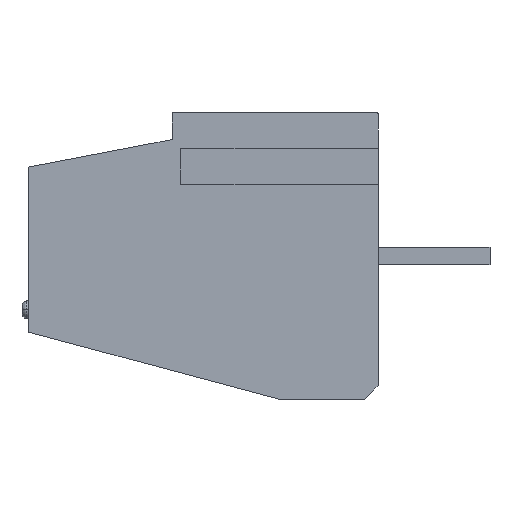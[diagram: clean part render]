
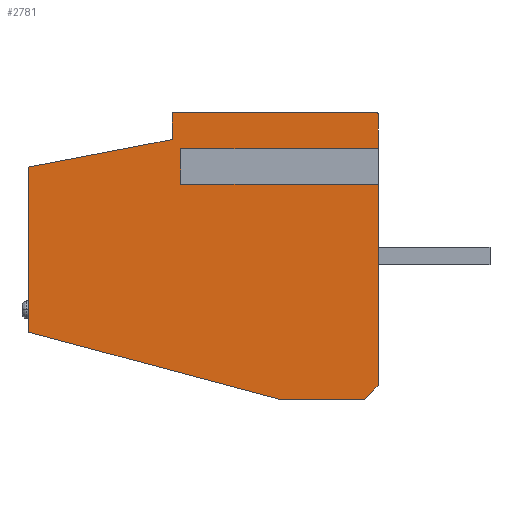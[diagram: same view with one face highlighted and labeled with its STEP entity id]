
A CAD part, left-side view. The second image highlights one B-rep face of the part: STEP entity #2781.
In plain terms, the highlighted planar face has unit normal (-1, 0, 0).
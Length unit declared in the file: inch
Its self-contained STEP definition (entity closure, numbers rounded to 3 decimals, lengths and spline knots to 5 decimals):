
#1=DIRECTION('',(0.,1.,0.));
#2=VECTOR('',#1,0.22);
#3=CARTESIAN_POINT('',(-0.4,0.,0.28));
#4=LINE('',#3,#2);
#5=DIRECTION('',(0.,0.,-1.));
#6=VECTOR('',#5,0.04);
#7=CARTESIAN_POINT('',(-0.4,0.22,0.28));
#8=LINE('',#7,#6);
#9=DIRECTION('',(0.,1.,0.));
#10=VECTOR('',#9,0.22);
#11=CARTESIAN_POINT('',(-0.4,0.,0.24));
#12=LINE('',#11,#10);
#13=DIRECTION('',(0.,0.,-1.));
#14=VECTOR('',#13,0.225);
#15=CARTESIAN_POINT('',(-0.4,0.,0.24));
#16=LINE('',#15,#14);
#17=DIRECTION('',(0.,-0.707,0.707));
#18=VECTOR('',#17,0.02121);
#19=CARTESIAN_POINT('',(-0.4,0.015,0.));
#20=LINE('',#19,#18);
#21=DIRECTION('',(0.,1.,0.));
#22=VECTOR('',#21,0.095);
#23=CARTESIAN_POINT('',(-0.4,0.015,0.));
#24=LINE('',#23,#22);
#25=DIRECTION('',(0.,0.966,0.259));
#26=VECTOR('',#25,0.28987);
#27=CARTESIAN_POINT('',(-0.4,0.11,0.));
#28=LINE('',#27,#26);
#29=DIRECTION('',(0.,0.,1.));
#30=VECTOR('',#29,0.18423);
#31=CARTESIAN_POINT('',(-0.4,0.39,0.075));
#32=LINE('',#31,#30);
#33=DIRECTION('',(0.,0.,1.));
#34=VECTOR('',#33,0.03);
#35=CARTESIAN_POINT('',(-0.4,0.23,0.29));
#36=LINE('',#35,#34);
#37=DIRECTION('',(0.,-1.,0.));
#38=VECTOR('',#37,0.229);
#39=CARTESIAN_POINT('',(-0.4,0.23,0.32));
#40=LINE('',#39,#38);
#41=CARTESIAN_POINT('',(-0.4,0.001,0.319));
#42=DIRECTION('',(-1.,0.,0.));
#43=DIRECTION('',(0.,-1.,0.));
#44=AXIS2_PLACEMENT_3D('',#41,#42,#43);
#46=DIRECTION('',(0.,0.,-1.));
#47=VECTOR('',#46,0.039);
#48=CARTESIAN_POINT('',(-0.4,0.,0.319));
#49=LINE('',#48,#47);
#1754=DIRECTION('',(0.,0.982,-0.189));
#1755=VECTOR('',#1754,0.16293);
#1756=CARTESIAN_POINT('',(-0.4,0.23,0.29));
#1757=LINE('',#1756,#1755);
#2190=CARTESIAN_POINT('',(-0.4,0.11,0.));
#2191=CARTESIAN_POINT('',(-0.4,0.39,0.075));
#2192=VERTEX_POINT('',#2190);
#2193=VERTEX_POINT('',#2191);
#2198=CARTESIAN_POINT('',(-0.4,0.23,0.29));
#2199=CARTESIAN_POINT('',(-0.4,0.23,0.32));
#2200=VERTEX_POINT('',#2198);
#2201=VERTEX_POINT('',#2199);
#2330=CARTESIAN_POINT('',(-0.4,0.015,0.));
#2331=CARTESIAN_POINT('',(-0.4,0.,0.015));
#2332=VERTEX_POINT('',#2330);
#2333=VERTEX_POINT('',#2331);
#2336=CARTESIAN_POINT('',(-0.4,0.,0.319));
#2337=CARTESIAN_POINT('',(-0.4,0.001,0.32));
#2338=VERTEX_POINT('',#2336);
#2339=VERTEX_POINT('',#2337);
#2364=CARTESIAN_POINT('',(-0.4,0.39,0.25923));
#2366=VERTEX_POINT('',#2364);
#2378=CARTESIAN_POINT('',(-0.4,0.,0.28));
#2379=CARTESIAN_POINT('',(-0.4,0.22,0.28));
#2380=VERTEX_POINT('',#2378);
#2381=VERTEX_POINT('',#2379);
#2382=CARTESIAN_POINT('',(-0.4,0.22,0.24));
#2383=VERTEX_POINT('',#2382);
#2384=CARTESIAN_POINT('',(-0.4,0.,0.24));
#2385=VERTEX_POINT('',#2384);
#2748=CARTESIAN_POINT('',(-0.4,0.,0.));
#2749=DIRECTION('',(1.,0.,0.));
#2750=DIRECTION('',(0.,0.,-1.));
#2751=AXIS2_PLACEMENT_3D('',#2748,#2749,#2750);
#2752=PLANE('',#2751);
#2754=ORIENTED_EDGE('',*,*,#2753,.T.);
#2756=ORIENTED_EDGE('',*,*,#2755,.T.);
#2758=ORIENTED_EDGE('',*,*,#2757,.F.);
#2760=ORIENTED_EDGE('',*,*,#2759,.T.);
#2762=ORIENTED_EDGE('',*,*,#2761,.F.);
#2764=ORIENTED_EDGE('',*,*,#2763,.T.);
#2766=ORIENTED_EDGE('',*,*,#2765,.T.);
#2768=ORIENTED_EDGE('',*,*,#2767,.T.);
#2770=ORIENTED_EDGE('',*,*,#2769,.F.);
#2772=ORIENTED_EDGE('',*,*,#2771,.T.);
#2774=ORIENTED_EDGE('',*,*,#2773,.T.);
#2776=ORIENTED_EDGE('',*,*,#2775,.F.);
#2778=ORIENTED_EDGE('',*,*,#2777,.T.);
#2779=EDGE_LOOP('',(#2754,#2756,#2758,#2760,#2762,#2764,#2766,#2768,#2770,#2772,
#2774,#2776,#2778));
#2780=FACE_OUTER_BOUND('',#2779,.F.);
#2781=ADVANCED_FACE('',(#2780),#2752,.F.);
#45=CIRCLE('',#44,0.001);
#2753=EDGE_CURVE('',#2380,#2381,#4,.T.);
#2755=EDGE_CURVE('',#2381,#2383,#8,.T.);
#2757=EDGE_CURVE('',#2385,#2383,#12,.T.);
#2759=EDGE_CURVE('',#2385,#2333,#16,.T.);
#2761=EDGE_CURVE('',#2332,#2333,#20,.T.);
#2763=EDGE_CURVE('',#2332,#2192,#24,.T.);
#2765=EDGE_CURVE('',#2192,#2193,#28,.T.);
#2767=EDGE_CURVE('',#2193,#2366,#32,.T.);
#2769=EDGE_CURVE('',#2200,#2366,#1757,.T.);
#2771=EDGE_CURVE('',#2200,#2201,#36,.T.);
#2773=EDGE_CURVE('',#2201,#2339,#40,.T.);
#2775=EDGE_CURVE('',#2338,#2339,#45,.T.);
#2777=EDGE_CURVE('',#2338,#2380,#49,.T.);
